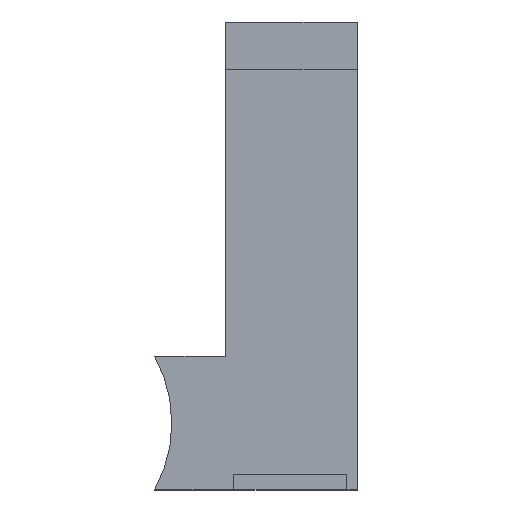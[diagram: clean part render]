
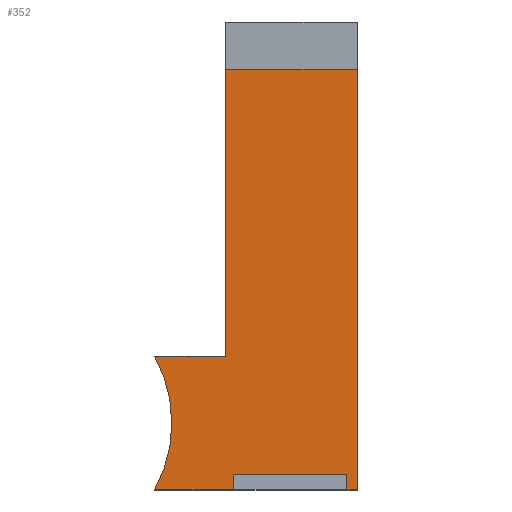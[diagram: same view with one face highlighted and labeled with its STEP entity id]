
A CAD part, top view. The second image highlights one B-rep face of the part: STEP entity #352.
In plain terms, the highlighted planar face has unit normal (0, 0, 1).
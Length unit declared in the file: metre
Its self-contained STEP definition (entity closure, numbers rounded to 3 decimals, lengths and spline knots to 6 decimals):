
#23=PLANE('',#398);
#36=LINE('',#522,#80);
#39=LINE('',#528,#83);
#42=LINE('',#534,#86);
#45=LINE('',#540,#89);
#48=LINE('',#546,#92);
#51=LINE('',#552,#95);
#54=LINE('',#558,#98);
#57=LINE('',#564,#101);
#59=LINE('',#567,#103);
#80=VECTOR('',#425,1.);
#83=VECTOR('',#430,1.);
#86=VECTOR('',#435,1.);
#89=VECTOR('',#440,1.);
#92=VECTOR('',#445,1.);
#95=VECTOR('',#450,1.);
#98=VECTOR('',#455,1.);
#101=VECTOR('',#460,1.);
#103=VECTOR('',#464,1.);
#160=ORIENTED_EDGE('',*,*,#218,.F.);
#161=ORIENTED_EDGE('',*,*,#222,.T.);
#162=ORIENTED_EDGE('',*,*,#225,.F.);
#163=ORIENTED_EDGE('',*,*,#228,.F.);
#164=ORIENTED_EDGE('',*,*,#231,.T.);
#165=ORIENTED_EDGE('',*,*,#234,.T.);
#166=ORIENTED_EDGE('',*,*,#237,.F.);
#167=ORIENTED_EDGE('',*,*,#240,.F.);
#168=ORIENTED_EDGE('',*,*,#243,.T.);
#169=ORIENTED_EDGE('',*,*,#245,.T.);
#218=EDGE_CURVE('',#266,#267,#297,.T.);
#222=EDGE_CURVE('',#266,#269,#36,.T.);
#225=EDGE_CURVE('',#271,#269,#39,.T.);
#228=EDGE_CURVE('',#273,#271,#42,.T.);
#231=EDGE_CURVE('',#273,#275,#45,.T.);
#234=EDGE_CURVE('',#275,#277,#48,.T.);
#237=EDGE_CURVE('',#279,#277,#51,.T.);
#240=EDGE_CURVE('',#281,#279,#54,.T.);
#243=EDGE_CURVE('',#281,#283,#57,.T.);
#245=EDGE_CURVE('',#283,#267,#59,.T.);
#266=VERTEX_POINT('',#513);
#267=VERTEX_POINT('',#515);
#269=VERTEX_POINT('',#521);
#271=VERTEX_POINT('',#527);
#273=VERTEX_POINT('',#533);
#275=VERTEX_POINT('',#539);
#277=VERTEX_POINT('',#545);
#279=VERTEX_POINT('',#551);
#281=VERTEX_POINT('',#557);
#283=VERTEX_POINT('',#563);
#297=CIRCLE('',#388,0.015588);
#310=EDGE_LOOP('',(#160,#161,#162,#163,#164,#165,#166,#167,#168,#169));
#330=FACE_BOUND('',#310,.T.);
#352=ADVANCED_FACE('',(#330),#23,.T.);
#388=AXIS2_PLACEMENT_3D('',#514,#418,#419);
#398=AXIS2_PLACEMENT_3D('',#568,#465,#466);
#418=DIRECTION('',(0.,0.,1.));
#419=DIRECTION('',(1.,0.,0.));
#425=DIRECTION('',(1.,0.,0.));
#430=DIRECTION('',(0.,-1.,0.));
#435=DIRECTION('',(-1.,0.,0.));
#440=DIRECTION('',(0.,-1.,0.));
#445=DIRECTION('',(1.,0.,0.));
#450=DIRECTION('',(0.,-1.,0.));
#455=DIRECTION('',(1.,0.,0.));
#460=DIRECTION('',(0.,-1.,0.));
#464=DIRECTION('',(-1.,0.,0.));
#465=DIRECTION('',(0.,0.,1.));
#466=DIRECTION('',(1.,0.,0.));
#513=CARTESIAN_POINT('',(-0.034724,-0.012765,0.0035));
#514=CARTESIAN_POINT('',(-0.048388,-0.005265,0.0035));
#515=CARTESIAN_POINT('',(-0.034724,0.002235,0.0035));
#521=CARTESIAN_POINT('',(-0.025888,-0.012765,0.0035));
#522=CARTESIAN_POINT('',(-0.030306,-0.012765,0.0035));
#527=CARTESIAN_POINT('',(-0.025888,-0.011074,0.0035));
#528=CARTESIAN_POINT('',(-0.025888,-0.01192,0.0035));
#533=CARTESIAN_POINT('',(-0.013141,-0.011074,0.0035));
#534=CARTESIAN_POINT('',(-0.024485,-0.011074,0.0035));
#539=CARTESIAN_POINT('',(-0.013141,-0.012765,0.0035));
#540=CARTESIAN_POINT('',(-0.013141,-0.01192,0.0035));
#545=CARTESIAN_POINT('',(-0.011974,-0.012765,0.0035));
#546=CARTESIAN_POINT('',(-0.012557,-0.012765,0.0035));
#551=CARTESIAN_POINT('',(-0.011974,0.034462,0.0035));
#552=CARTESIAN_POINT('',(-0.011974,0.011694,0.0035));
#557=CARTESIAN_POINT('',(-0.026774,0.034462,0.0035));
#558=CARTESIAN_POINT('',(-0.019374,0.034462,0.0035));
#563=CARTESIAN_POINT('',(-0.026774,0.002235,0.0035));
#564=CARTESIAN_POINT('',(-0.026774,0.018348,0.0035));
#567=CARTESIAN_POINT('',(-0.030749,0.002235,0.0035));
#568=CARTESIAN_POINT('',(-0.004827,-0.001197,0.0035));
